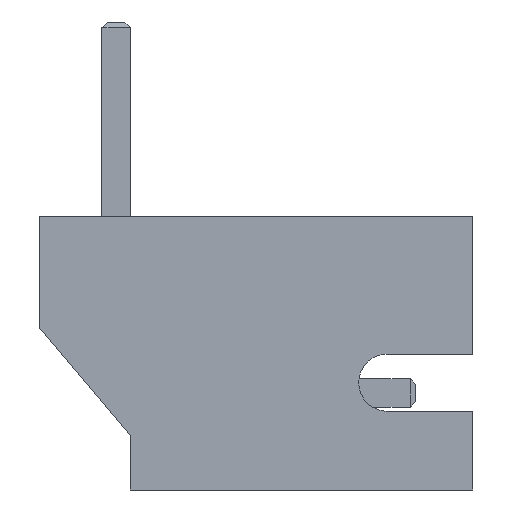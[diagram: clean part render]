
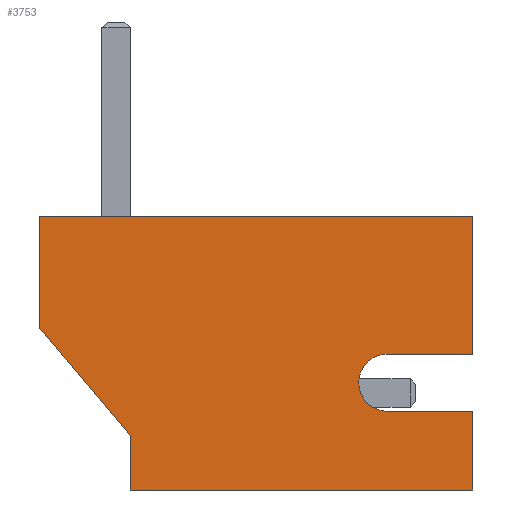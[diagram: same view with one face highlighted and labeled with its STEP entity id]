
A CAD part, left-side view. The second image highlights one B-rep face of the part: STEP entity #3753.
In plain terms, the highlighted planar face has unit normal (-1, 0, 0).
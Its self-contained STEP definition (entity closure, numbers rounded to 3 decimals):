
#32 = LINE ( 'NONE', #2973, #6431 ) ;
#79 = LINE ( 'NONE', #3098, #482 ) ;
#163 = CARTESIAN_POINT ( 'NONE',  ( -1.95, 4.8, -6.25 ) ) ;
#167 = VECTOR ( 'NONE', #5596, 1000. ) ;
#208 = EDGE_CURVE ( 'NONE', #3427, #6249, #1557, .T. ) ;
#482 = VECTOR ( 'NONE', #5906, 1000. ) ;
#522 = CARTESIAN_POINT ( 'NONE',  ( -1.95, 3.42, -4.75 ) ) ;
#523 = DIRECTION ( 'NONE',  ( 0., 0., -1. ) ) ;
#538 = EDGE_CURVE ( 'NONE', #5594, #5158, #4608, .T. ) ;
#543 = CARTESIAN_POINT ( 'NONE',  ( -1.95, 2.42, -6.25 ) ) ;
#595 = ORIENTED_EDGE ( 'NONE', *, *, #1150, .F. ) ;
#725 = VECTOR ( 'NONE', #523, 1000. ) ;
#872 = ORIENTED_EDGE ( 'NONE', *, *, #2788, .T. ) ;
#893 = CIRCLE ( 'NONE', #1669, 0.5 ) ;
#967 = EDGE_CURVE ( 'NONE', #5314, #5158, #79, .T. ) ;
#1021 = ORIENTED_EDGE ( 'NONE', *, *, #208, .T. ) ;
#1092 = EDGE_CURVE ( 'NONE', #4387, #2606, #893, .T. ) ;
#1150 = EDGE_CURVE ( 'NONE', #2911, #4387, #32, .T. ) ;
#1175 = EDGE_LOOP ( 'NONE', ( #6062, #6159, #1898, #595, #1494, #872, #1021, #4532, #4659, #1913 ) ) ;
#1387 = CARTESIAN_POINT ( 'NONE',  ( -1.95, 3.85, -0.25 ) ) ;
#1494 = ORIENTED_EDGE ( 'NONE', *, *, #4066, .F. ) ;
#1530 = DIRECTION ( 'NONE',  ( 0., 0., 1. ) ) ;
#1557 = LINE ( 'NONE', #2069, #4197 ) ;
#1577 = CARTESIAN_POINT ( 'NONE',  ( -1.95, 0., 1.35 ) ) ;
#1630 = VECTOR ( 'NONE', #5216, 1000. ) ;
#1669 = AXIS2_PLACEMENT_3D ( 'NONE', #4253, #4684, #5204 ) ;
#1819 = EDGE_CURVE ( 'NONE', #3398, #5594, #4082, .T. ) ;
#1898 = ORIENTED_EDGE ( 'NONE', *, *, #1092, .F. ) ;
#1913 = ORIENTED_EDGE ( 'NONE', *, *, #538, .F. ) ;
#1937 = CARTESIAN_POINT ( 'NONE',  ( -1.95, 3.85, -0.25 ) ) ;
#2069 = CARTESIAN_POINT ( 'NONE',  ( -1.95, 0., 1.35 ) ) ;
#2606 = VERTEX_POINT ( 'NONE', #522 ) ;
#2630 = CARTESIAN_POINT ( 'NONE',  ( -1.95, 4.8, -6.25 ) ) ;
#2725 = PLANE ( 'NONE',  #5746 ) ;
#2788 = EDGE_CURVE ( 'NONE', #3076, #3427, #3174, .T. ) ;
#2911 = VERTEX_POINT ( 'NONE', #543 ) ;
#2973 = CARTESIAN_POINT ( 'NONE',  ( -1.95, 2.42, -6.25 ) ) ;
#3051 = DIRECTION ( 'NONE',  ( 0., 1., 0. ) ) ;
#3076 = VERTEX_POINT ( 'NONE', #5704 ) ;
#3098 = CARTESIAN_POINT ( 'NONE',  ( -1.95, 4.8, -0.25 ) ) ;
#3174 = LINE ( 'NONE', #5148, #3343 ) ;
#3237 = CARTESIAN_POINT ( 'NONE',  ( -1.95, 4.8, -6.25 ) ) ;
#3260 = CARTESIAN_POINT ( 'NONE',  ( -1.95, 2.42, -4.75 ) ) ;
#3343 = VECTOR ( 'NONE', #3739, 1000. ) ;
#3356 = EDGE_CURVE ( 'NONE', #2606, #3398, #6148, .T. ) ;
#3398 = VERTEX_POINT ( 'NONE', #5058 ) ;
#3427 = VERTEX_POINT ( 'NONE', #1577 ) ;
#3526 = DIRECTION ( 'NONE',  ( 0., 1., 0. ) ) ;
#3739 = DIRECTION ( 'NONE',  ( 0., 0., 1. ) ) ;
#3753 = ADVANCED_FACE ( 'NONE', ( #6151 ), #2725, .F. ) ;
#3816 = LINE ( 'NONE', #1387, #6080 ) ;
#3832 = DIRECTION ( 'NONE',  ( 1., 0., 0. ) ) ;
#3957 = CARTESIAN_POINT ( 'NONE',  ( -1.95, 1.95, 1.35 ) ) ;
#4023 = VECTOR ( 'NONE', #3051, 1000. ) ;
#4066 = EDGE_CURVE ( 'NONE', #3076, #2911, #5145, .T. ) ;
#4082 = LINE ( 'NONE', #2630, #4023 ) ;
#4197 = VECTOR ( 'NONE', #3526, 1000. ) ;
#4253 = CARTESIAN_POINT ( 'NONE',  ( -1.95, 2.92, -4.75 ) ) ;
#4387 = VERTEX_POINT ( 'NONE', #3260 ) ;
#4426 = CARTESIAN_POINT ( 'NONE',  ( -1.95, 4.8, -6.25 ) ) ;
#4476 = EDGE_CURVE ( 'NONE', #6249, #5314, #3816, .T. ) ;
#4532 = ORIENTED_EDGE ( 'NONE', *, *, #4476, .T. ) ;
#4608 = LINE ( 'NONE', #163, #167 ) ;
#4659 = ORIENTED_EDGE ( 'NONE', *, *, #967, .T. ) ;
#4684 = DIRECTION ( 'NONE',  ( -1., 0., 0. ) ) ;
#4858 = DIRECTION ( 'NONE',  ( 0., -1., 0. ) ) ;
#4969 = CARTESIAN_POINT ( 'NONE',  ( -1.95, 4.8, -0.25 ) ) ;
#5058 = CARTESIAN_POINT ( 'NONE',  ( -1.95, 3.42, -6.25 ) ) ;
#5145 = LINE ( 'NONE', #3237, #1630 ) ;
#5148 = CARTESIAN_POINT ( 'NONE',  ( -1.95, 0., -6.25 ) ) ;
#5158 = VERTEX_POINT ( 'NONE', #4969 ) ;
#5204 = DIRECTION ( 'NONE',  ( 0., 1., 0. ) ) ;
#5216 = DIRECTION ( 'NONE',  ( 0., 1., 0. ) ) ;
#5269 = DIRECTION ( 'NONE',  ( 0., 0.765, -0.644 ) ) ;
#5314 = VERTEX_POINT ( 'NONE', #1937 ) ;
#5482 = CARTESIAN_POINT ( 'NONE',  ( -1.95, 3.42, -6.25 ) ) ;
#5594 = VERTEX_POINT ( 'NONE', #5844 ) ;
#5596 = DIRECTION ( 'NONE',  ( 0., 0., 1. ) ) ;
#5704 = CARTESIAN_POINT ( 'NONE',  ( -1.95, 0., -6.25 ) ) ;
#5746 = AXIS2_PLACEMENT_3D ( 'NONE', #4426, #3832, #4858 ) ;
#5844 = CARTESIAN_POINT ( 'NONE',  ( -1.95, 4.8, -6.25 ) ) ;
#5906 = DIRECTION ( 'NONE',  ( 0., 1., 0. ) ) ;
#6062 = ORIENTED_EDGE ( 'NONE', *, *, #1819, .F. ) ;
#6080 = VECTOR ( 'NONE', #5269, 1000. ) ;
#6148 = LINE ( 'NONE', #5482, #725 ) ;
#6151 = FACE_OUTER_BOUND ( 'NONE', #1175, .T. ) ;
#6159 = ORIENTED_EDGE ( 'NONE', *, *, #3356, .F. ) ;
#6249 = VERTEX_POINT ( 'NONE', #3957 ) ;
#6431 = VECTOR ( 'NONE', #1530, 1000. ) ;
